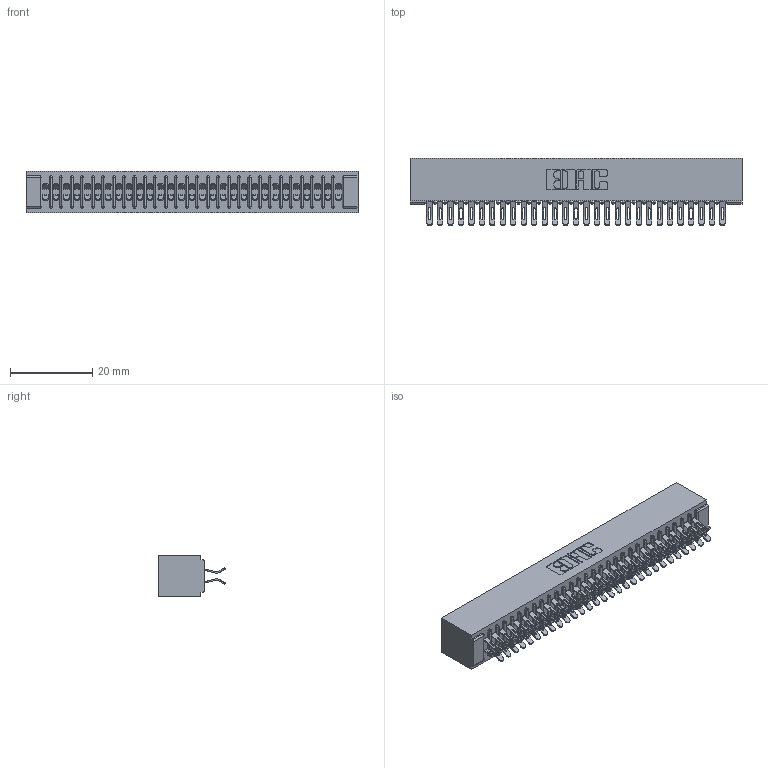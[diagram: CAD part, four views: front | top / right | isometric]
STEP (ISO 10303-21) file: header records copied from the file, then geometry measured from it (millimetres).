
FILE_DESCRIPTION (( 'STEP AP203' ), '1' );
FILE_NAME ('391-058-555-201.STEP', '2018-08-09T11:59:27', ( '' ), ( '' ), 'SwSTEP 2.0', 'SolidWorks 2016', '' );
FILE_SCHEMA (( 'CONFIG_CONTROL_DESIGN' ));
Length unit declared in the file: inch
Products named in the file (3): 341 Part_No Mounting Lugs; 341-292-001_341-292-155; 391-058-555-201
Assembly tree (59 placements, depth 2):
  391-058-555-201
    341 Part_No Mounting Lugs
    341-292-001_341-292-155  x58
Bounding box: 80.64 x 16.31 x 10.16 mm (x, y, z)
Volume: 6253.3 mm3; surface area: 11825.6 mm2
Topology: 59 solids, 59 shells, 4632 faces, 13835 edges, 9006 vertices
Faces by surface type: plane 2500, cylinder 2016, sphere 60, torus 56
Entity records: 37020 total; most frequent: CARTESIAN_POINT 6169, ORIENTED_EDGE 6118, DIRECTION 5985, EDGE_CURVE 3059, LINE 2445, VECTOR 2445, VERTEX_POINT 1938, AXIS2_PLACEMENT_3D 1770
